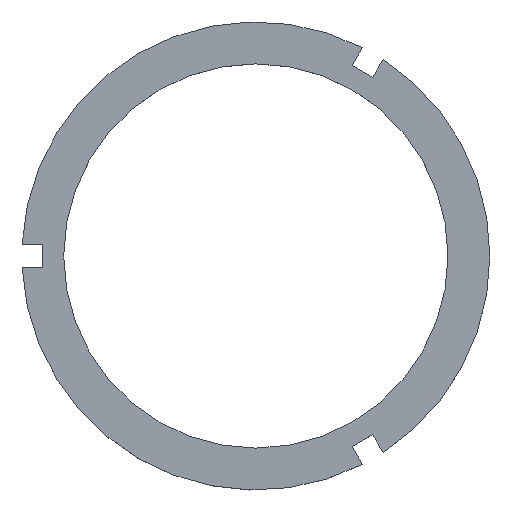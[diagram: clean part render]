
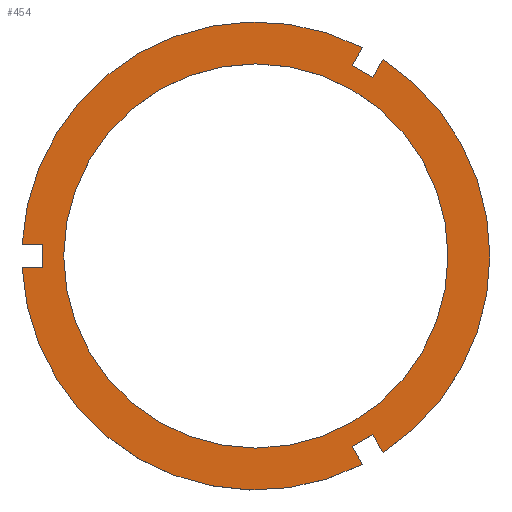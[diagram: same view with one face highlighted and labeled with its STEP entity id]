
A CAD part, top view. The second image highlights one B-rep face of the part: STEP entity #454.
In plain terms, the highlighted planar face has unit normal (0, 0, 1).
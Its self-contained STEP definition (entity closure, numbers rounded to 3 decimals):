
#70=CARTESIAN_POINT('Vertex',(-30.5,1.7,3.4)) ;
#73=CARTESIAN_POINT('Line Origine',(-31.978,1.7,3.4)) ;
#77=CARTESIAN_POINT('Vertex',(-33.457,1.7,3.4)) ;
#97=CARTESIAN_POINT('Line Origine',(-30.5,0.,3.4)) ;
#101=CARTESIAN_POINT('Vertex',(-30.5,-1.7,3.4)) ;
#139=CARTESIAN_POINT('Vertex',(-33.457,-1.7,3.4)) ;
#142=CARTESIAN_POINT('Line Origine',(-31.978,-1.7,3.4)) ;
#159=CARTESIAN_POINT('Axis2P3D Location',(0.,0.,3.4)) ;
#163=CARTESIAN_POINT('Vertex',(27.5,0.,3.4)) ;
#165=CARTESIAN_POINT('Vertex',(-27.5,0.,3.4)) ;
#194=CARTESIAN_POINT('Axis2P3D Location',(0.,0.,3.4)) ;
#309=CARTESIAN_POINT('Axis2P3D Location',(0.,0.,3.4)) ;
#313=CARTESIAN_POINT('Vertex',(33.5,0.,3.4)) ;
#315=CARTESIAN_POINT('Vertex',(18.201,28.124,3.4)) ;
#335=CARTESIAN_POINT('Axis2P3D Location',(0.,0.,3.4)) ;
#339=CARTESIAN_POINT('Vertex',(15.256,29.824,3.4)) ;
#354=CARTESIAN_POINT('Axis2P3D Location',(0.,0.,3.4)) ;
#358=CARTESIAN_POINT('Vertex',(18.201,-28.124,3.4)) ;
#373=CARTESIAN_POINT('Axis2P3D Location',(0.,0.,3.4)) ;
#377=CARTESIAN_POINT('Vertex',(15.256,-29.824,3.4)) ;
#392=CARTESIAN_POINT('Axis2P3D Location',(0.,0.,3.4)) ;
#397=CARTESIAN_POINT('Line Origine',(17.461,26.844,3.4)) ;
#401=CARTESIAN_POINT('Vertex',(16.722,25.564,3.4)) ;
#404=CARTESIAN_POINT('Line Origine',(15.25,26.414,3.4)) ;
#408=CARTESIAN_POINT('Vertex',(13.778,27.264,3.4)) ;
#411=CARTESIAN_POINT('Line Origine',(14.517,28.544,3.4)) ;
#416=CARTESIAN_POINT('Line Origine',(14.517,-28.544,3.4)) ;
#420=CARTESIAN_POINT('Vertex',(13.778,-27.264,3.4)) ;
#423=CARTESIAN_POINT('Line Origine',(15.25,-26.414,3.4)) ;
#427=CARTESIAN_POINT('Vertex',(16.722,-25.564,3.4)) ;
#430=CARTESIAN_POINT('Line Origine',(17.461,-26.844,3.4)) ;
#74=DIRECTION('Vector Direction',(-1.,0.,0.)) ;
#98=DIRECTION('Vector Direction',(0.,1.,0.)) ;
#143=DIRECTION('Vector Direction',(-1.,0.,0.)) ;
#160=DIRECTION('Axis2P3D Direction',(0.,0.,1.)) ;
#195=DIRECTION('Axis2P3D Direction',(0.,0.,1.)) ;
#310=DIRECTION('Axis2P3D Direction',(0.,0.,1.)) ;
#336=DIRECTION('Axis2P3D Direction',(0.,0.,1.)) ;
#355=DIRECTION('Axis2P3D Direction',(0.,0.,1.)) ;
#374=DIRECTION('Axis2P3D Direction',(0.,0.,1.)) ;
#393=DIRECTION('Axis2P3D Direction',(0.,0.,1.)) ;
#394=DIRECTION('Axis2P3D XDirection',(1.,0.,0.)) ;
#398=DIRECTION('Vector Direction',(0.5,0.866,0.)) ;
#405=DIRECTION('Vector Direction',(0.866,-0.5,0.)) ;
#412=DIRECTION('Vector Direction',(0.5,0.866,0.)) ;
#417=DIRECTION('Vector Direction',(0.5,-0.866,0.)) ;
#424=DIRECTION('Vector Direction',(-0.866,-0.5,0.)) ;
#431=DIRECTION('Vector Direction',(0.5,-0.866,0.)) ;
#161=AXIS2_PLACEMENT_3D('Circle Axis2P3D',#159,#160,$) ;
#196=AXIS2_PLACEMENT_3D('Circle Axis2P3D',#194,#195,$) ;
#311=AXIS2_PLACEMENT_3D('Circle Axis2P3D',#309,#310,$) ;
#337=AXIS2_PLACEMENT_3D('Circle Axis2P3D',#335,#336,$) ;
#356=AXIS2_PLACEMENT_3D('Circle Axis2P3D',#354,#355,$) ;
#375=AXIS2_PLACEMENT_3D('Circle Axis2P3D',#373,#374,$) ;
#395=AXIS2_PLACEMENT_3D('Plane Axis2P3D',#392,#393,#394) ;
#436=ORIENTED_EDGE('',*,*,#360,.T.) ;
#437=ORIENTED_EDGE('',*,*,#317,.T.) ;
#438=ORIENTED_EDGE('',*,*,#403,.F.) ;
#439=ORIENTED_EDGE('',*,*,#410,.F.) ;
#440=ORIENTED_EDGE('',*,*,#415,.T.) ;
#441=ORIENTED_EDGE('',*,*,#341,.T.) ;
#442=ORIENTED_EDGE('',*,*,#79,.F.) ;
#443=ORIENTED_EDGE('',*,*,#103,.F.) ;
#444=ORIENTED_EDGE('',*,*,#146,.T.) ;
#445=ORIENTED_EDGE('',*,*,#379,.T.) ;
#446=ORIENTED_EDGE('',*,*,#422,.F.) ;
#447=ORIENTED_EDGE('',*,*,#429,.F.) ;
#448=ORIENTED_EDGE('',*,*,#434,.T.) ;
#451=ORIENTED_EDGE('',*,*,#198,.F.) ;
#452=ORIENTED_EDGE('',*,*,#167,.F.) ;
#453=FACE_BOUND('',#450,.T.) ;
#75=VECTOR('Line Direction',#74,1.) ;
#99=VECTOR('Line Direction',#98,1.) ;
#144=VECTOR('Line Direction',#143,1.) ;
#399=VECTOR('Line Direction',#398,1.) ;
#406=VECTOR('Line Direction',#405,1.) ;
#413=VECTOR('Line Direction',#412,1.) ;
#418=VECTOR('Line Direction',#417,1.) ;
#425=VECTOR('Line Direction',#424,1.) ;
#432=VECTOR('Line Direction',#431,1.) ;
#454=ADVANCED_FACE('',(#449,#453),#396,.T.) ;
#162=CIRCLE('generated circle',#161,27.5) ;
#197=CIRCLE('generated circle',#196,27.5) ;
#312=CIRCLE('generated circle',#311,33.5) ;
#338=CIRCLE('generated circle',#337,33.5) ;
#357=CIRCLE('generated circle',#356,33.5) ;
#376=CIRCLE('generated circle',#375,33.5) ;
#79=EDGE_CURVE('',#71,#78,#76,.T.) ;
#103=EDGE_CURVE('',#102,#71,#100,.T.) ;
#146=EDGE_CURVE('',#102,#140,#145,.T.) ;
#167=EDGE_CURVE('',#164,#166,#162,.T.) ;
#198=EDGE_CURVE('',#166,#164,#197,.T.) ;
#317=EDGE_CURVE('',#314,#316,#312,.T.) ;
#341=EDGE_CURVE('',#340,#78,#338,.T.) ;
#360=EDGE_CURVE('',#359,#314,#357,.T.) ;
#379=EDGE_CURVE('',#140,#378,#376,.T.) ;
#403=EDGE_CURVE('',#402,#316,#400,.T.) ;
#410=EDGE_CURVE('',#409,#402,#407,.T.) ;
#415=EDGE_CURVE('',#409,#340,#414,.T.) ;
#422=EDGE_CURVE('',#421,#378,#419,.T.) ;
#429=EDGE_CURVE('',#428,#421,#426,.T.) ;
#434=EDGE_CURVE('',#428,#359,#433,.T.) ;
#435=EDGE_LOOP('',(#436,#437,#438,#439,#440,#441,#442,#443,#444,#445,#446,#447,#448)) ;
#450=EDGE_LOOP('',(#451,#452)) ;
#449=FACE_OUTER_BOUND('',#435,.T.) ;
#76=LINE('Line',#73,#75) ;
#100=LINE('Line',#97,#99) ;
#145=LINE('Line',#142,#144) ;
#400=LINE('Line',#397,#399) ;
#407=LINE('Line',#404,#406) ;
#414=LINE('Line',#411,#413) ;
#419=LINE('Line',#416,#418) ;
#426=LINE('Line',#423,#425) ;
#433=LINE('Line',#430,#432) ;
#396=PLANE('Plane',#395) ;
#71=VERTEX_POINT('',#70) ;
#78=VERTEX_POINT('',#77) ;
#102=VERTEX_POINT('',#101) ;
#140=VERTEX_POINT('',#139) ;
#164=VERTEX_POINT('',#163) ;
#166=VERTEX_POINT('',#165) ;
#314=VERTEX_POINT('',#313) ;
#316=VERTEX_POINT('',#315) ;
#340=VERTEX_POINT('',#339) ;
#359=VERTEX_POINT('',#358) ;
#378=VERTEX_POINT('',#377) ;
#402=VERTEX_POINT('',#401) ;
#409=VERTEX_POINT('',#408) ;
#421=VERTEX_POINT('',#420) ;
#428=VERTEX_POINT('',#427) ;
